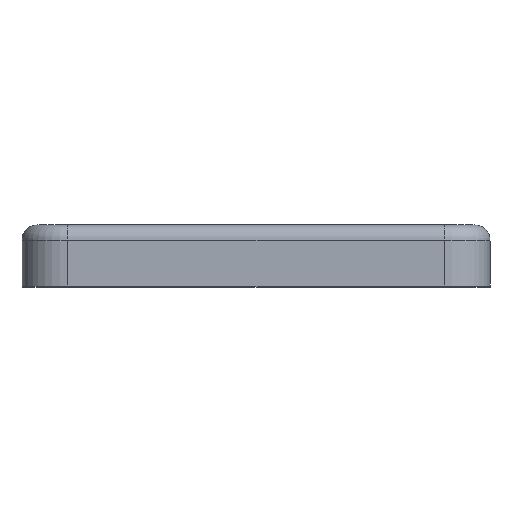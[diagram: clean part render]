
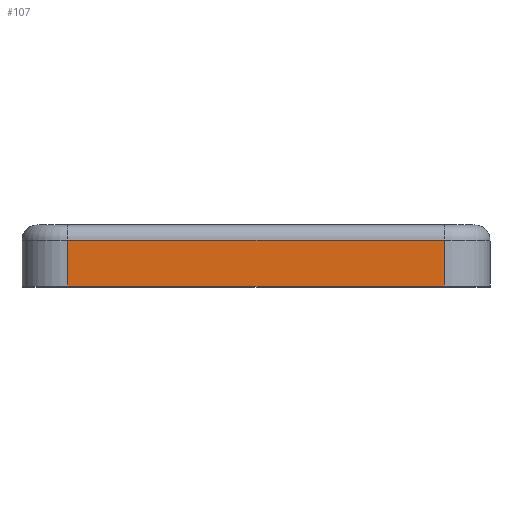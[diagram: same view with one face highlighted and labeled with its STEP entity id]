
A CAD part, top view. The second image highlights one B-rep face of the part: STEP entity #107.
In plain terms, the highlighted planar face has unit normal (0, 0, 1).
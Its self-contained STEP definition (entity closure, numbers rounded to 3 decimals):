
#103 = VECTOR ( 'NONE', #1983, 1000. ) ;
#107 = ADVANCED_FACE ( 'NONE', ( #1978 ), #1125, .T. ) ;
#178 = ORIENTED_EDGE ( 'NONE', *, *, #1745, .F. ) ;
#323 = DIRECTION ( 'NONE',  ( 0., 0., 1. ) ) ;
#364 = LINE ( 'NONE', #2047, #685 ) ;
#685 = VECTOR ( 'NONE', #2253, 1000. ) ;
#728 = EDGE_LOOP ( 'NONE', ( #1264, #178, #2146, #1960 ) ) ;
#791 = EDGE_CURVE ( 'NONE', #1104, #1348, #1979, .T. ) ;
#874 = EDGE_CURVE ( 'NONE', #1486, #1642, #364, .T. ) ;
#880 = CARTESIAN_POINT ( 'NONE',  ( -6.15, -2., 10.45 ) ) ;
#901 = CARTESIAN_POINT ( 'NONE',  ( -6.15, 0., 10.45 ) ) ;
#942 = CARTESIAN_POINT ( 'NONE',  ( -6.15, -2., 10.45 ) ) ;
#1104 = VERTEX_POINT ( 'NONE', #942 ) ;
#1125 = PLANE ( 'NONE',  #2053 ) ;
#1264 = ORIENTED_EDGE ( 'NONE', *, *, #791, .T. ) ;
#1277 = DIRECTION ( 'NONE',  ( 0., -1., 0. ) ) ;
#1302 = CARTESIAN_POINT ( 'NONE',  ( -6.15, -0.5, 10.45 ) ) ;
#1348 = VERTEX_POINT ( 'NONE', #2056 ) ;
#1357 = EDGE_CURVE ( 'NONE', #1486, #1104, #1736, .T. ) ;
#1363 = LINE ( 'NONE', #1596, #103 ) ;
#1471 = DIRECTION ( 'NONE',  ( 1., 0., 0. ) ) ;
#1486 = VERTEX_POINT ( 'NONE', #1302 ) ;
#1596 = CARTESIAN_POINT ( 'NONE',  ( 6.15, 0., 10.45 ) ) ;
#1621 = VECTOR ( 'NONE', #1277, 1000. ) ;
#1642 = VERTEX_POINT ( 'NONE', #2159 ) ;
#1736 = LINE ( 'NONE', #901, #1621 ) ;
#1745 = EDGE_CURVE ( 'NONE', #1642, #1348, #1363, .T. ) ;
#1859 = CARTESIAN_POINT ( 'NONE',  ( -6.15, 0., 10.45 ) ) ;
#1960 = ORIENTED_EDGE ( 'NONE', *, *, #1357, .T. ) ;
#1978 = FACE_OUTER_BOUND ( 'NONE', #728, .T. ) ;
#1979 = LINE ( 'NONE', #880, #2346 ) ;
#1983 = DIRECTION ( 'NONE',  ( 0., -1., 0. ) ) ;
#2047 = CARTESIAN_POINT ( 'NONE',  ( -6.15, -0.5, 10.45 ) ) ;
#2053 = AXIS2_PLACEMENT_3D ( 'NONE', #1859, #323, #1471 ) ;
#2056 = CARTESIAN_POINT ( 'NONE',  ( 6.15, -2., 10.45 ) ) ;
#2146 = ORIENTED_EDGE ( 'NONE', *, *, #874, .F. ) ;
#2159 = CARTESIAN_POINT ( 'NONE',  ( 6.15, -0.5, 10.45 ) ) ;
#2186 = DIRECTION ( 'NONE',  ( 1., 0., 0. ) ) ;
#2253 = DIRECTION ( 'NONE',  ( 1., 0., 0. ) ) ;
#2346 = VECTOR ( 'NONE', #2186, 1000. ) ;
